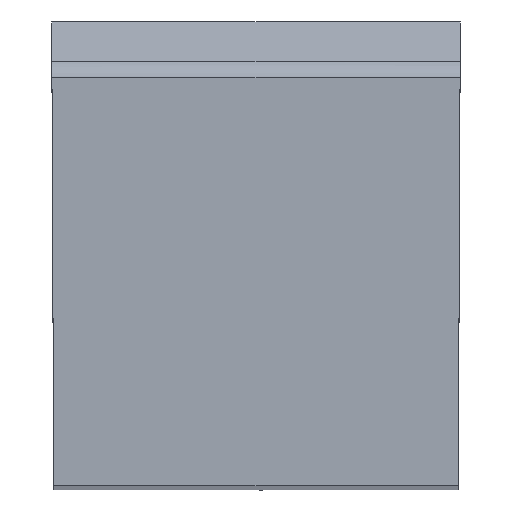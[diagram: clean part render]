
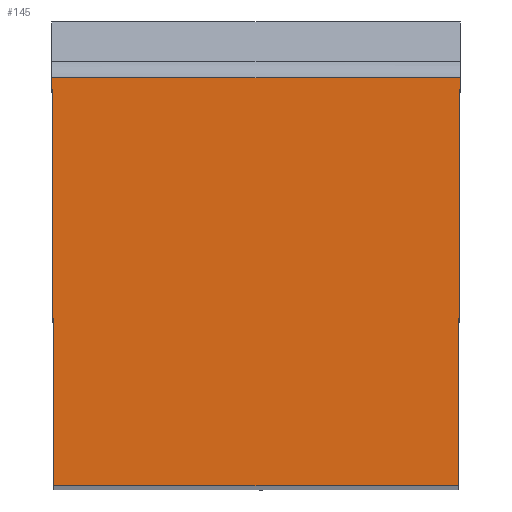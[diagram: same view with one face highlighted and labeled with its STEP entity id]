
A CAD part, top view. The second image highlights one B-rep face of the part: STEP entity #145.
In plain terms, the highlighted planar face has unit normal (0, 0, 1).
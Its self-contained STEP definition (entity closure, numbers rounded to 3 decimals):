
#119=FACE_OUTER_BOUND('',#308,.T.);
#145=ADVANCED_FACE('SHANK_FACE_BACK',(#119),#168,.F.);
#168=PLANE('',#677);
#211=LINE('',#1020,#262);
#215=LINE('',#1030,#266);
#216=LINE('',#1032,#267);
#219=LINE('',#1040,#270);
#262=VECTOR('',#793,1.);
#266=VECTOR('',#801,1.);
#267=VECTOR('',#804,1.);
#270=VECTOR('',#811,1.);
#308=EDGE_LOOP('',(#416,#417,#418,#419));
#416=ORIENTED_EDGE('',*,*,#553,.F.);
#417=ORIENTED_EDGE('',*,*,#547,.T.);
#418=ORIENTED_EDGE('',*,*,#552,.T.);
#419=ORIENTED_EDGE('',*,*,#557,.F.);
#488=VERTEX_POINT('',#1019);
#489=VERTEX_POINT('',#1021);
#492=VERTEX_POINT('',#1029);
#493=VERTEX_POINT('',#1033);
#547=EDGE_CURVE('',#489,#488,#211,.T.);
#552=EDGE_CURVE('',#488,#492,#215,.T.);
#553=EDGE_CURVE('',#489,#493,#216,.T.);
#557=EDGE_CURVE('',#493,#492,#219,.T.);
#677=AXIS2_PLACEMENT_3D('',#1041,#812,#813);
#793=DIRECTION('',(1.,0.,0.));
#801=DIRECTION('',(0.004,1.,0.));
#804=DIRECTION('',(-0.004,1.,0.));
#811=DIRECTION('',(1.,0.,0.));
#812=DIRECTION('',(0.,0.,-1.));
#813=DIRECTION('',(0.,-1.,0.));
#1019=CARTESIAN_POINT('',(-0.109,0.,0.));
#1020=CARTESIAN_POINT('',(-31.619,0.,0.));
#1021=CARTESIAN_POINT('',(-24.766,0.,0.));
#1029=CARTESIAN_POINT('',(0.,24.875,0.));
#1030=CARTESIAN_POINT('',(-0.808,-160.194,0.));
#1032=CARTESIAN_POINT('',(-24.067,-160.194,0.));
#1033=CARTESIAN_POINT('',(-24.875,24.875,0.));
#1040=CARTESIAN_POINT('',(-31.619,24.875,0.));
#1041=CARTESIAN_POINT('',(0.,0.,0.));
